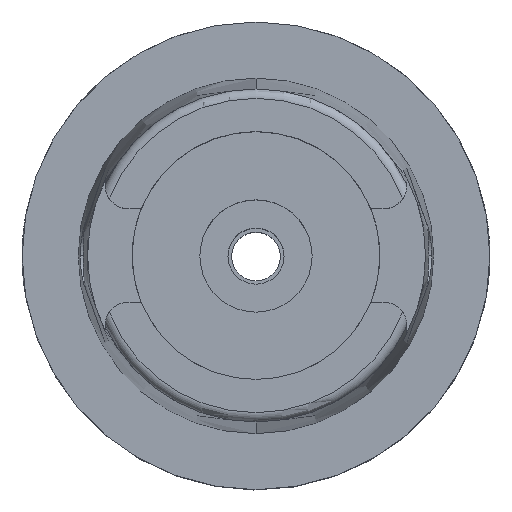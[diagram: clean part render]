
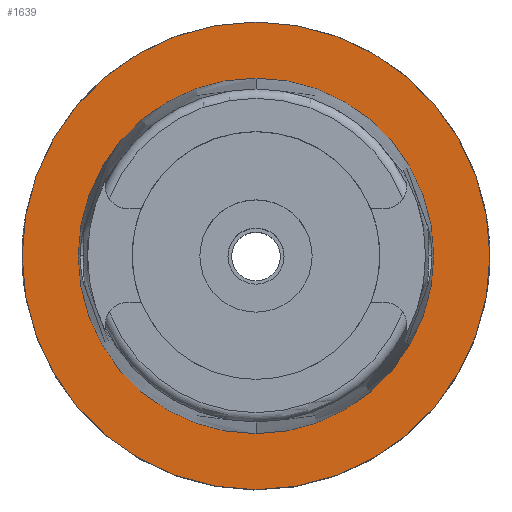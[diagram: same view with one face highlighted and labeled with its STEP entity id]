
A CAD part, top view. The second image highlights one B-rep face of the part: STEP entity #1639.
In plain terms, the highlighted planar face has unit normal (0, 0, 1).
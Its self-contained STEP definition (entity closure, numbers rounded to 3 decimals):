
#38 = AXIS2_PLACEMENT_3D ( 'NONE', #906, #4439, #3933 ) ;
#677 = CARTESIAN_POINT ( 'NONE',  ( 0., 0., 0. ) ) ;
#707 = DIRECTION ( 'NONE',  ( 0., 0., 1. ) ) ;
#906 = CARTESIAN_POINT ( 'NONE',  ( 0., 0., 0. ) ) ;
#950 = CIRCLE ( 'NONE', #2111, 50. ) ;
#995 = ORIENTED_EDGE ( 'NONE', *, *, #1469, .F. ) ;
#1136 = CIRCLE ( 'NONE', #1491, 38. ) ;
#1321 = VERTEX_POINT ( 'NONE', #4785 ) ;
#1326 = DIRECTION ( 'NONE',  ( 0., -1., 0. ) ) ;
#1399 = CIRCLE ( 'NONE', #2291, 50. ) ;
#1469 = EDGE_CURVE ( 'NONE', #1321, #5346, #4822, .T. ) ;
#1491 = AXIS2_PLACEMENT_3D ( 'NONE', #4908, #3592, #2335 ) ;
#1530 = EDGE_CURVE ( 'NONE', #1791, #4918, #950, .T. ) ;
#1639 = ADVANCED_FACE ( 'NONE', ( #3993, #3146 ), #4352, .T. ) ;
#1737 = EDGE_CURVE ( 'NONE', #4918, #1791, #1399, .T. ) ;
#1791 = VERTEX_POINT ( 'NONE', #2893 ) ;
#1875 = CARTESIAN_POINT ( 'NONE',  ( 0., -50., 0. ) ) ;
#2111 = AXIS2_PLACEMENT_3D ( 'NONE', #2397, #4582, #3315 ) ;
#2209 = EDGE_LOOP ( 'NONE', ( #4083, #995 ) ) ;
#2291 = AXIS2_PLACEMENT_3D ( 'NONE', #5201, #2715, #1326 ) ;
#2335 = DIRECTION ( 'NONE',  ( 0., 1., 0. ) ) ;
#2397 = CARTESIAN_POINT ( 'NONE',  ( 0., 0., 0. ) ) ;
#2715 = DIRECTION ( 'NONE',  ( 0., 0., -1. ) ) ;
#2893 = CARTESIAN_POINT ( 'NONE',  ( 0., 50., 0. ) ) ;
#2958 = EDGE_CURVE ( 'NONE', #5346, #1321, #1136, .T. ) ;
#3146 = FACE_BOUND ( 'NONE', #2209, .T. ) ;
#3205 = AXIS2_PLACEMENT_3D ( 'NONE', #677, #707, #3980 ) ;
#3315 = DIRECTION ( 'NONE',  ( 0., 1., 0. ) ) ;
#3592 = DIRECTION ( 'NONE',  ( 0., 0., 1. ) ) ;
#3710 = ORIENTED_EDGE ( 'NONE', *, *, #1530, .F. ) ;
#3933 = DIRECTION ( 'NONE',  ( 1., 0., 0. ) ) ;
#3980 = DIRECTION ( 'NONE',  ( 0., -1., 0. ) ) ;
#3993 = FACE_OUTER_BOUND ( 'NONE', #5011, .T. ) ;
#4083 = ORIENTED_EDGE ( 'NONE', *, *, #2958, .F. ) ;
#4103 = ORIENTED_EDGE ( 'NONE', *, *, #1737, .F. ) ;
#4352 = PLANE ( 'NONE',  #38 ) ;
#4439 = DIRECTION ( 'NONE',  ( 0., 0., 1. ) ) ;
#4582 = DIRECTION ( 'NONE',  ( 0., 0., -1. ) ) ;
#4785 = CARTESIAN_POINT ( 'NONE',  ( 0., -38., 0. ) ) ;
#4792 = CARTESIAN_POINT ( 'NONE',  ( 0., 38., 0. ) ) ;
#4822 = CIRCLE ( 'NONE', #3205, 38. ) ;
#4908 = CARTESIAN_POINT ( 'NONE',  ( 0., 0., 0. ) ) ;
#4918 = VERTEX_POINT ( 'NONE', #1875 ) ;
#5011 = EDGE_LOOP ( 'NONE', ( #3710, #4103 ) ) ;
#5201 = CARTESIAN_POINT ( 'NONE',  ( 0., 0., 0. ) ) ;
#5346 = VERTEX_POINT ( 'NONE', #4792 ) ;
